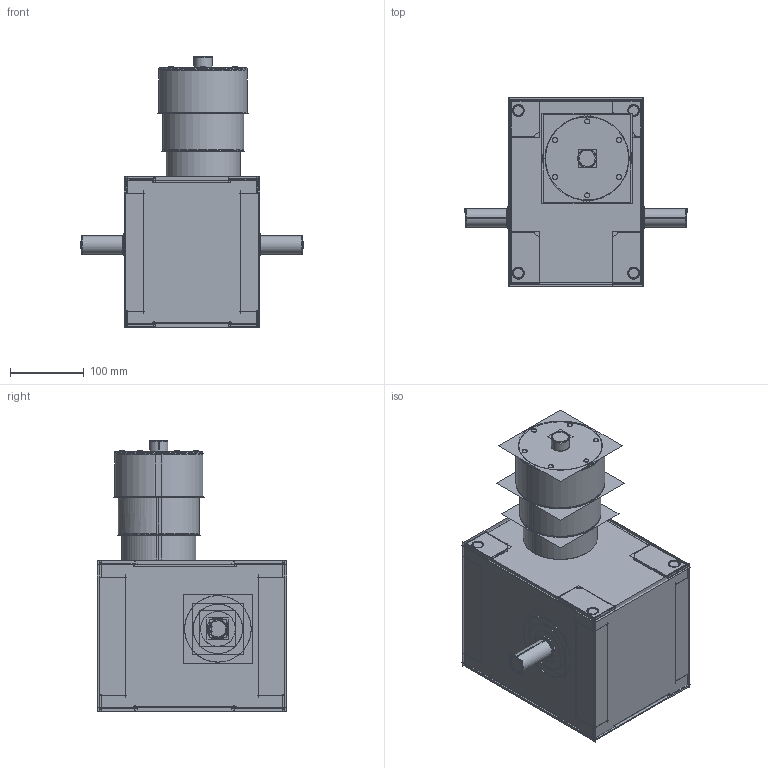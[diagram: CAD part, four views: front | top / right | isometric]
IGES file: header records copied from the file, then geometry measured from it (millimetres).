
Start section:  PTC IGES file: jz-80dh.igs
Global section: file name: jz-80dh.igs; native system: Creo Parametric by PTC Inc.; preprocessor: 2019010; author: DELL; organization: Unknown; date: 20240321.154417; units: millimetre
Bounding box: 302 x 255.84 x 366.92 mm (x, y, z)
Surface area: 1651687.6 mm2 (no closed solid volume)
Topology: 0 solids, 0 shells, 702 faces, 11351 edges, 14713 vertices
Faces by surface type: bspline 382, revolution 320
